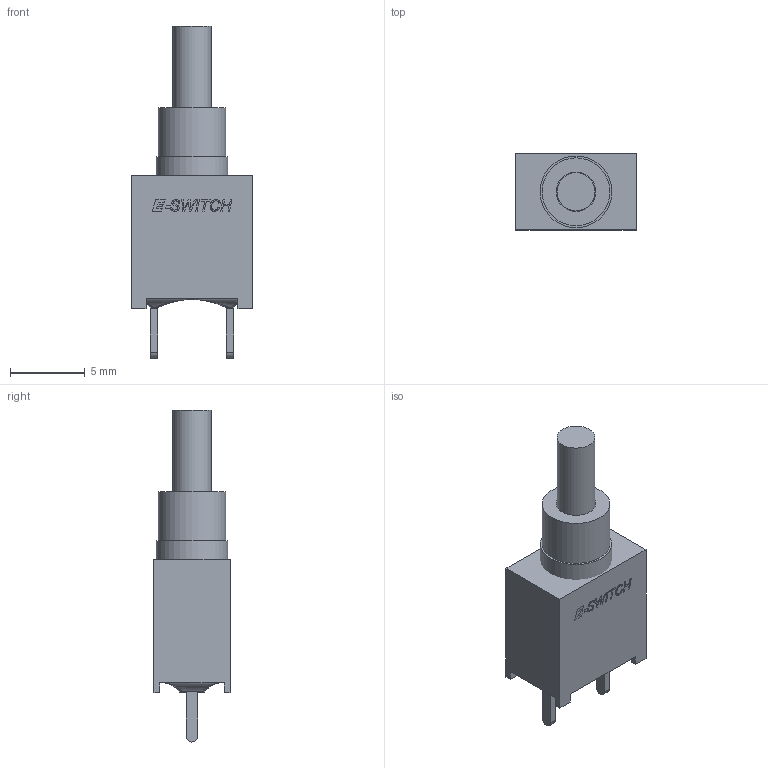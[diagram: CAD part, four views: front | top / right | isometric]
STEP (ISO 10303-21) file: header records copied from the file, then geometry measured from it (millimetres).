
FILE_DESCRIPTION((''),'2;1');
FILE_NAME('800AWSP9M2xE.stp','2012-10-04T08:18:00',('epieh'),(''),'Autodesk Inventor 11','Autodesk Inventor 11','');
FILE_SCHEMA(('AUTOMOTIVE_DESIGN { 1 0 10303 214 1 1 1 1 }'));
Length unit declared in the file: millimetre
Products named in the file (5): T833007; 200A-400A-800A SP BODY; 800A BUSHING; 800A ACTUATOR; 200A-400A-800A SPST M2
Assembly tree (4 placements, depth 2):
  T833007
    200A-400A-800A SP BODY
    800A BUSHING
    800A ACTUATOR
    200A-400A-800A SPST M2
Bounding box: 8.13 x 5.08 x 22.15 mm (x, y, z)
Volume: 436.2 mm3; surface area: 578.4 mm2
Topology: 4 solids, 4 shells, 161 faces, 432 edges, 288 vertices
Faces by surface type: plane 106, bspline 44, cylinder 11
Full cylindrical faces by diameter (mm): 2.54 x1, 2.63 x1, 4.52 x1, 4.78 x1
Entity records: 6099 total; most frequent: CARTESIAN_POINT 2236, ORIENTED_EDGE 856, DIRECTION 600, EDGE_CURVE 428, VECTOR 308, LINE 308, VERTEX_POINT 288, EDGE_LOOP 176
